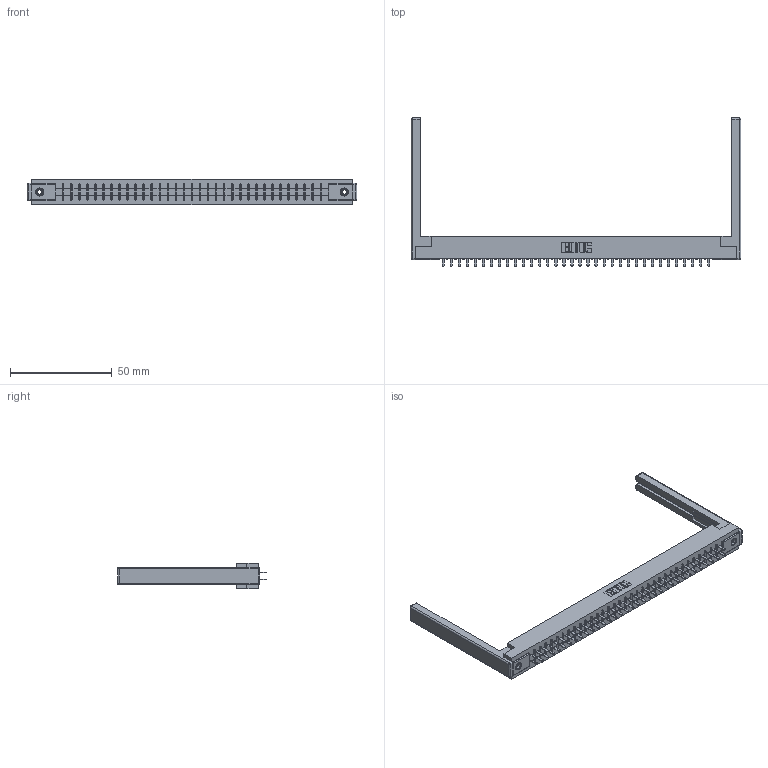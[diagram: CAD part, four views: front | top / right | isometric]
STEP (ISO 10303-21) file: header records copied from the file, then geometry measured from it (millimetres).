
FILE_DESCRIPTION (( 'STEP AP203' ), '1' );
FILE_NAME ('305-068-521-268.STEP', '2019-09-10T04:25:35', ( '' ), ( '' ), 'SwSTEP 2.0', 'SolidWorks 2016', '' );
FILE_SCHEMA (( 'CONFIG_CONTROL_DESIGN' ));
Length unit declared in the file: inch
Products named in the file (5): 307-220-068; 305-290-001_521; 345-250-001_345-250-001-102; 305-068-521-268; 305 Part_.156 Dia
Assembly tree (73 placements, depth 2):
  305-068-521-268
    305 Part_.156 Dia
    305-290-001_521  x68
    345-250-001_345-250-001-102  x2
    307-220-068  x2
Bounding box: 162.15 x 73.15 x 12.7 mm (x, y, z)
Volume: 21189.9 mm3; surface area: 24848.2 mm2
Topology: 73 solids, 73 shells, 3398 faces, 9648 edges, 6228 vertices
Faces by surface type: plane 1992, cylinder 1246, sphere 144, cone 12, torus 4
Entity records: 40426 total; most frequent: CARTESIAN_POINT 6661, ORIENTED_EDGE 6602, DIRECTION 6469, EDGE_CURVE 3301, VECTOR 2653, LINE 2653, VERTEX_POINT 2100, AXIS2_PLACEMENT_3D 1908
